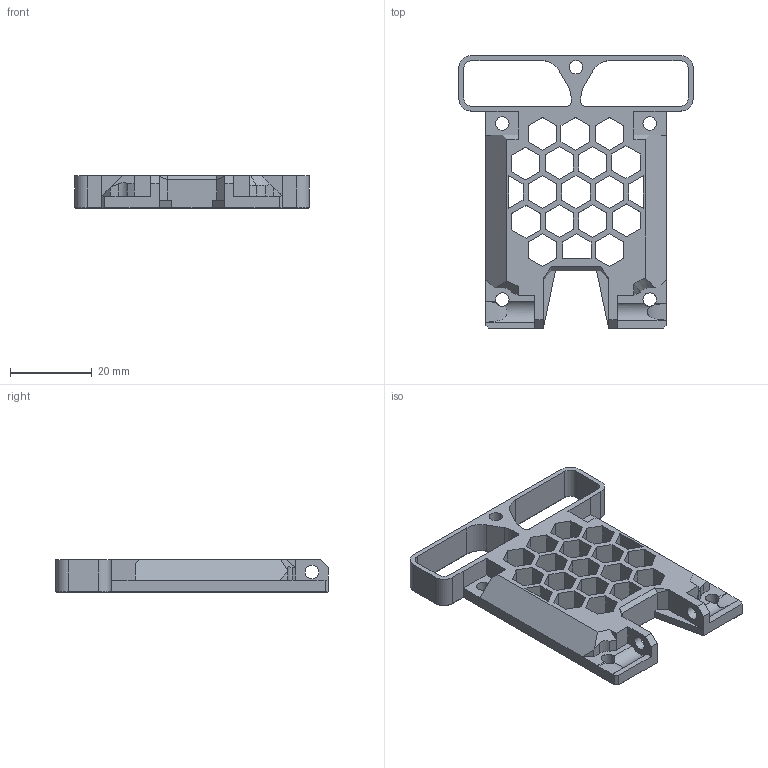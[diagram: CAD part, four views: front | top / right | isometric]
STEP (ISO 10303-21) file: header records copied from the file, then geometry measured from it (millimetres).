
FILE_DESCRIPTION(/* description */ (''),/* implementation_level */ '2;1');
FILE_NAME(/* name */ 'rear_intake_adapter.step',/* time_stamp */ '2023-04-22T08:47:52-05:00',/* author */ (''),/* organization */ (''),/* preprocessor_version */ 'ST-DEVELOPER v19.2',/* originating_system */ 'Autodesk Translation Framework v12.4.0.73',/* authorisation */ '');
FILE_SCHEMA (('AUTOMOTIVE_DESIGN { 1 0 10303 214 3 1 1 }'));
Length unit declared in the file: millimetre
Products named in the file (1): back_adapter
Bounding box: 57.2 x 66.5 x 8 mm (x, y, z)
Volume: 10037.3 mm3; surface area: 10020.1 mm2
Topology: 1 solids, 1 shells, 329 faces, 917 edges, 594 vertices
Faces by surface type: plane 224, bspline 58, cylinder 27, cone 20
Full cylindrical faces by diameter (mm): 3.3 x7
Entity records: 11169 total; most frequent: CARTESIAN_POINT 2964, ORIENTED_EDGE 1834, DIRECTION 1406, EDGE_CURVE 917, LINE 718, VECTOR 718, VERTEX_POINT 594, EDGE_LOOP 389
